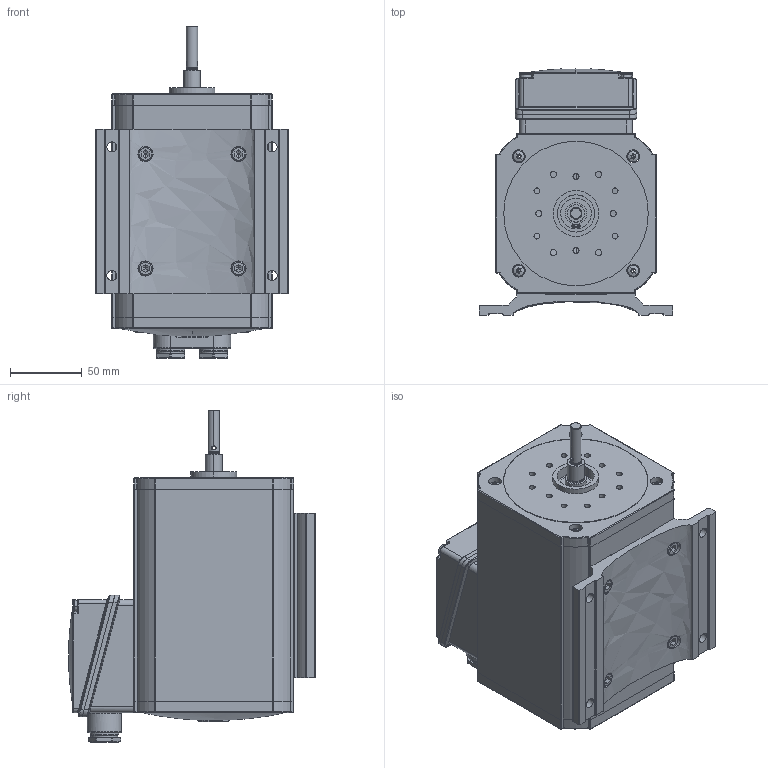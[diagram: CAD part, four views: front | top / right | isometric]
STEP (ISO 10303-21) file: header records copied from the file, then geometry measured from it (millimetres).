
FILE_DESCRIPTION (( 'STEP AP214' ), '1' );
FILE_NAME ('Motor IGK100-80 AK2,mit Fuss,für VE31-Z5,.STEP', '2015-03-20T07:30:13', ( '' ), ( '' ), 'SwSTEP 2.0', 'SolidWorks 2014', '' );
FILE_SCHEMA (( 'AUTOMOTIVE_DESIGN' ));
Length unit declared in the file: millimetre
Products named in the file (1): Motor IGK100-80 AK2,mit Fuss,f黵 VE31-Z5,
Bounding box: 135 x 172.5 x 232.05 mm (x, y, z)
Surface area: 153826.7 mm2 (no closed solid volume)
Topology: 0 solids, 34 shells, 796 faces, 2325 edges, 1502 vertices
Faces by surface type: plane 331, cylinder 300, sphere 45, bspline 42, torus 42, cone 36
Entity records: 39370 total; most frequent: CARTESIAN_POINT 10109, DIRECTION 4474, ORIENTED_EDGE 3830, EDGE_CURVE 2305, AXIS2_PLACEMENT_3D 1669, VERTEX_POINT 1502, LINE 1136, VECTOR 1136
